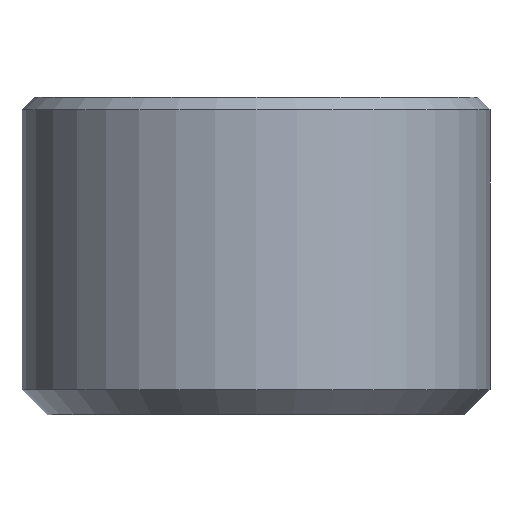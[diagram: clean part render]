
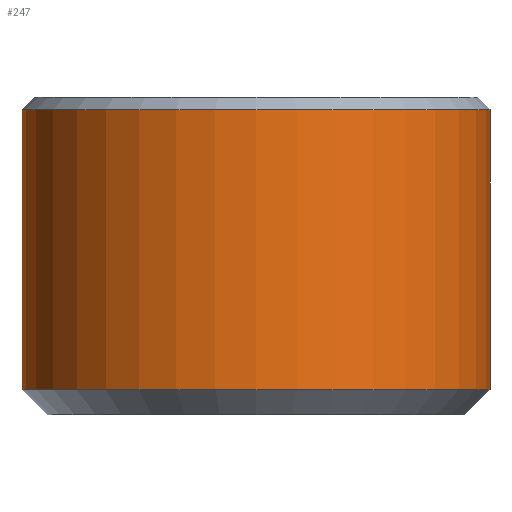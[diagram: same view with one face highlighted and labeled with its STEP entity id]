
A CAD part, front view. The second image highlights one B-rep face of the part: STEP entity #247.
In plain terms, the highlighted cylindrical face has radius 14 mm (diameter 28 mm), a partial arc.
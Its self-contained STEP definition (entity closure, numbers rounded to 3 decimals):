
#4 = EDGE_CURVE ( 'NONE', #203, #327, #95, .T. ) ;
#41 = CARTESIAN_POINT ( 'NONE',  ( 14., 0., 1.5 ) ) ;
#42 = LINE ( 'NONE', #234, #292 ) ;
#45 = AXIS2_PLACEMENT_3D ( 'NONE', #58, #128, #155 ) ;
#58 = CARTESIAN_POINT ( 'NONE',  ( 0., 0., 18.25 ) ) ;
#60 = EDGE_CURVE ( 'NONE', #169, #327, #42, .T. ) ;
#64 = DIRECTION ( 'NONE',  ( 0., 0., 1. ) ) ;
#65 = CARTESIAN_POINT ( 'NONE',  ( -14., 0., 18.25 ) ) ;
#66 = CARTESIAN_POINT ( 'NONE',  ( 14., 0., 18.25 ) ) ;
#80 = AXIS2_PLACEMENT_3D ( 'NONE', #311, #138, #86 ) ;
#84 = DIRECTION ( 'NONE',  ( 1., 0., 0. ) ) ;
#86 = DIRECTION ( 'NONE',  ( 1., 0., 0. ) ) ;
#95 = CIRCLE ( 'NONE', #45, 14. ) ;
#123 = ORIENTED_EDGE ( 'NONE', *, *, #60, .T. ) ;
#125 = FACE_OUTER_BOUND ( 'NONE', #157, .T. ) ;
#128 = DIRECTION ( 'NONE',  ( 0., 0., 1. ) ) ;
#131 = DIRECTION ( 'NONE',  ( 0., 0., 1. ) ) ;
#135 = CARTESIAN_POINT ( 'NONE',  ( -14., 0., 75.106 ) ) ;
#138 = DIRECTION ( 'NONE',  ( 0., 0., 1. ) ) ;
#145 = VECTOR ( 'NONE', #64, 1000. ) ;
#148 = EDGE_CURVE ( 'NONE', #265, #203, #270, .T. ) ;
#155 = DIRECTION ( 'NONE',  ( 1., 0., 0. ) ) ;
#157 = EDGE_LOOP ( 'NONE', ( #182, #337, #123, #223 ) ) ;
#169 = VERTEX_POINT ( 'NONE', #41 ) ;
#182 = ORIENTED_EDGE ( 'NONE', *, *, #148, .F. ) ;
#188 = CARTESIAN_POINT ( 'NONE',  ( 0., 0., 1.5 ) ) ;
#203 = VERTEX_POINT ( 'NONE', #65 ) ;
#207 = CIRCLE ( 'NONE', #280, 14. ) ;
#221 = CYLINDRICAL_SURFACE ( 'NONE', #80, 14. ) ;
#223 = ORIENTED_EDGE ( 'NONE', *, *, #4, .F. ) ;
#234 = CARTESIAN_POINT ( 'NONE',  ( 14., 0., 75.106 ) ) ;
#247 = ADVANCED_FACE ( 'NONE', ( #125 ), #221, .T. ) ;
#258 = EDGE_CURVE ( 'NONE', #265, #169, #207, .T. ) ;
#265 = VERTEX_POINT ( 'NONE', #278 ) ;
#270 = LINE ( 'NONE', #135, #145 ) ;
#278 = CARTESIAN_POINT ( 'NONE',  ( -14., 0., 1.5 ) ) ;
#280 = AXIS2_PLACEMENT_3D ( 'NONE', #188, #336, #84 ) ;
#292 = VECTOR ( 'NONE', #131, 1000. ) ;
#311 = CARTESIAN_POINT ( 'NONE',  ( 0., 0., 75.106 ) ) ;
#327 = VERTEX_POINT ( 'NONE', #66 ) ;
#336 = DIRECTION ( 'NONE',  ( 0., 0., 1. ) ) ;
#337 = ORIENTED_EDGE ( 'NONE', *, *, #258, .T. ) ;
